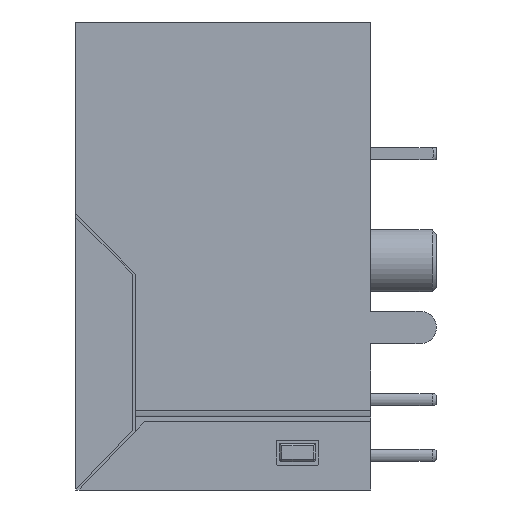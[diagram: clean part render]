
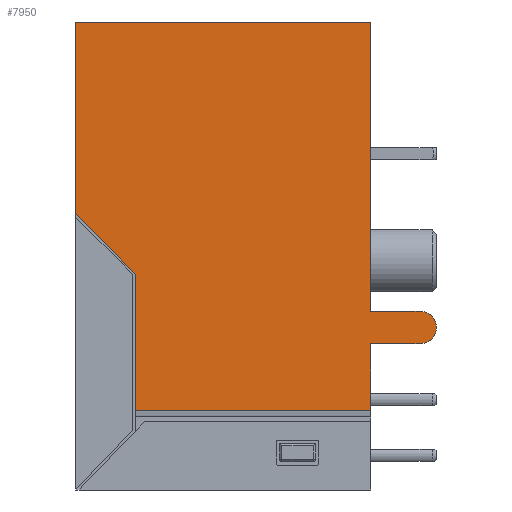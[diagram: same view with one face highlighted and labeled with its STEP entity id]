
A CAD part, left-side view. The second image highlights one B-rep face of the part: STEP entity #7950.
In plain terms, the highlighted planar face has unit normal (-1, 0, 0).
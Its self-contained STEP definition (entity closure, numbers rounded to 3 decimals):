
#25 = VERTEX_POINT ( 'NONE', #10365 ) ;
#70 = CARTESIAN_POINT ( 'NONE',  ( 0., -13.5, -17.748 ) ) ;
#264 = VECTOR ( 'NONE', #15565, 1000. ) ;
#523 = VERTEX_POINT ( 'NONE', #16198 ) ;
#656 = ORIENTED_EDGE ( 'NONE', *, *, #9644, .F. ) ;
#833 = VERTEX_POINT ( 'NONE', #5526 ) ;
#1157 = EDGE_LOOP ( 'NONE', ( #4525, #7056, #1288, #14761, #4133, #13519, #5457, #10096, #656, #6267 ) ) ;
#1215 = DIRECTION ( 'NONE',  ( 0., -1., 0. ) ) ;
#1288 = ORIENTED_EDGE ( 'NONE', *, *, #15986, .T. ) ;
#1626 = VERTEX_POINT ( 'NONE', #9631 ) ;
#1808 = LINE ( 'NONE', #19128, #2547 ) ;
#1883 = CARTESIAN_POINT ( 'NONE',  ( 0., -2.72, -17.748 ) ) ;
#2031 = DIRECTION ( 'NONE',  ( 0., 0., 1. ) ) ;
#2044 = CARTESIAN_POINT ( 'NONE',  ( 0., 0., -21.4 ) ) ;
#2046 = LINE ( 'NONE', #2044, #18156 ) ;
#2270 = LINE ( 'NONE', #13520, #17702 ) ;
#2547 = VECTOR ( 'NONE', #7933, 1000. ) ;
#2709 = CARTESIAN_POINT ( 'NONE',  ( 0., -13.5, -21.4 ) ) ;
#3368 = EDGE_CURVE ( 'NONE', #1626, #523, #2270, .T. ) ;
#3734 = FACE_OUTER_BOUND ( 'NONE', #1157, .T. ) ;
#4133 = ORIENTED_EDGE ( 'NONE', *, *, #6620, .T. ) ;
#4525 = ORIENTED_EDGE ( 'NONE', *, *, #12102, .T. ) ;
#4684 = DIRECTION ( 'NONE',  ( 0., 0., 1. ) ) ;
#4895 = VECTOR ( 'NONE', #10347, 1000. ) ;
#4901 = DIRECTION ( 'NONE',  ( 0., -0.701, -0.713 ) ) ;
#5251 = VECTOR ( 'NONE', #13962, 1000. ) ;
#5329 = EDGE_CURVE ( 'NONE', #833, #11714, #11429, .T. ) ;
#5362 = CARTESIAN_POINT ( 'NONE',  ( 0., -13.5, -21.4 ) ) ;
#5457 = ORIENTED_EDGE ( 'NONE', *, *, #5329, .T. ) ;
#5526 = CARTESIAN_POINT ( 'NONE',  ( 0., -13.5, -13.22 ) ) ;
#5822 = EDGE_CURVE ( 'NONE', #5836, #7014, #18536, .T. ) ;
#5836 = VERTEX_POINT ( 'NONE', #1883 ) ;
#6267 = ORIENTED_EDGE ( 'NONE', *, *, #3368, .T. ) ;
#6377 = VERTEX_POINT ( 'NONE', #17341 ) ;
#6438 = CARTESIAN_POINT ( 'NONE',  ( 0., -15.75, -13.97 ) ) ;
#6620 = EDGE_CURVE ( 'NONE', #9518, #25, #13064, .T. ) ;
#6940 = CARTESIAN_POINT ( 'NONE',  ( 0., -13.5, -14.72 ) ) ;
#7014 = VERTEX_POINT ( 'NONE', #70 ) ;
#7056 = ORIENTED_EDGE ( 'NONE', *, *, #5822, .T. ) ;
#7334 = VECTOR ( 'NONE', #4684, 1000. ) ;
#7908 = AXIS2_PLACEMENT_3D ( 'NONE', #6438, #17547, #8984 ) ;
#7927 = DIRECTION ( 'NONE',  ( 0., 0., 1. ) ) ;
#7933 = DIRECTION ( 'NONE',  ( 0., 1., 0. ) ) ;
#7950 = ADVANCED_FACE ( 'NONE', ( #3734 ), #13983, .T. ) ;
#8984 = DIRECTION ( 'NONE',  ( 0., 0., 1. ) ) ;
#9473 = EDGE_CURVE ( 'NONE', #11714, #19259, #15510, .T. ) ;
#9518 = VERTEX_POINT ( 'NONE', #19686 ) ;
#9631 = CARTESIAN_POINT ( 'NONE',  ( 0., 0., -8.763 ) ) ;
#9644 = EDGE_CURVE ( 'NONE', #1626, #19259, #2046, .T. ) ;
#9739 = VECTOR ( 'NONE', #15646, 1000. ) ;
#9937 = CARTESIAN_POINT ( 'NONE',  ( 0., -13.5, -17.748 ) ) ;
#10075 = LINE ( 'NONE', #10088, #4895 ) ;
#10088 = CARTESIAN_POINT ( 'NONE',  ( 0., -2.72, -21.4 ) ) ;
#10096 = ORIENTED_EDGE ( 'NONE', *, *, #9473, .T. ) ;
#10257 = VECTOR ( 'NONE', #1215, 1000. ) ;
#10347 = DIRECTION ( 'NONE',  ( 0., 0., -1. ) ) ;
#10365 = CARTESIAN_POINT ( 'NONE',  ( 0., -15.75, -13.22 ) ) ;
#11429 = LINE ( 'NONE', #2709, #5251 ) ;
#11714 = VERTEX_POINT ( 'NONE', #19506 ) ;
#12091 = CARTESIAN_POINT ( 'NONE',  ( 0., 0., 0. ) ) ;
#12102 = EDGE_CURVE ( 'NONE', #523, #5836, #10075, .T. ) ;
#13064 = CIRCLE ( 'NONE', #7908, 0.75 ) ;
#13519 = ORIENTED_EDGE ( 'NONE', *, *, #18504, .T. ) ;
#13520 = CARTESIAN_POINT ( 'NONE',  ( 0., -12.956, -21.935 ) ) ;
#13962 = DIRECTION ( 'NONE',  ( 0., 0., 1. ) ) ;
#13983 = PLANE ( 'NONE',  #15731 ) ;
#14761 = ORIENTED_EDGE ( 'NONE', *, *, #15403, .T. ) ;
#15403 = EDGE_CURVE ( 'NONE', #6377, #9518, #18106, .T. ) ;
#15510 = LINE ( 'NONE', #15620, #9739 ) ;
#15565 = DIRECTION ( 'NONE',  ( 0., -1., 0. ) ) ;
#15620 = CARTESIAN_POINT ( 'NONE',  ( 0., -13.5, 0. ) ) ;
#15646 = DIRECTION ( 'NONE',  ( 0., 1., 0. ) ) ;
#15731 = AXIS2_PLACEMENT_3D ( 'NONE', #5362, #16514, #7927 ) ;
#15817 = CARTESIAN_POINT ( 'NONE',  ( 0., -13.5, -21.4 ) ) ;
#15986 = EDGE_CURVE ( 'NONE', #7014, #6377, #18385, .T. ) ;
#16198 = CARTESIAN_POINT ( 'NONE',  ( 0., -2.72, -11.529 ) ) ;
#16514 = DIRECTION ( 'NONE',  ( -1., 0., 0. ) ) ;
#17341 = CARTESIAN_POINT ( 'NONE',  ( 0., -13.5, -14.72 ) ) ;
#17547 = DIRECTION ( 'NONE',  ( -1., 0., 0. ) ) ;
#17702 = VECTOR ( 'NONE', #4901, 1000. ) ;
#18106 = LINE ( 'NONE', #6940, #264 ) ;
#18156 = VECTOR ( 'NONE', #2031, 1000. ) ;
#18385 = LINE ( 'NONE', #15817, #7334 ) ;
#18504 = EDGE_CURVE ( 'NONE', #25, #833, #1808, .T. ) ;
#18536 = LINE ( 'NONE', #9937, #10257 ) ;
#19128 = CARTESIAN_POINT ( 'NONE',  ( 0., -15.75, -13.22 ) ) ;
#19259 = VERTEX_POINT ( 'NONE', #12091 ) ;
#19506 = CARTESIAN_POINT ( 'NONE',  ( 0., -13.5, 0. ) ) ;
#19686 = CARTESIAN_POINT ( 'NONE',  ( 0., -15.75, -14.72 ) ) ;
